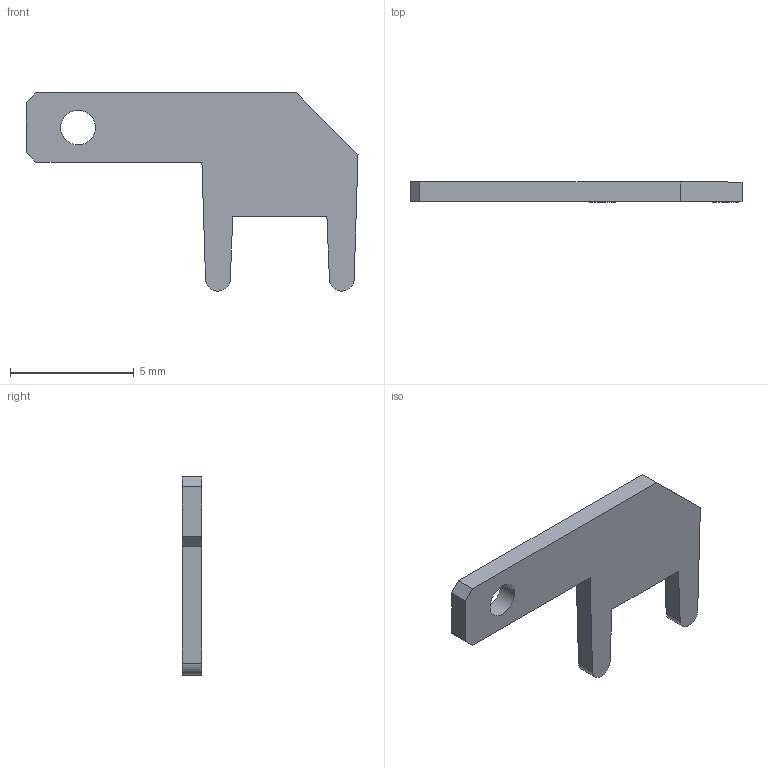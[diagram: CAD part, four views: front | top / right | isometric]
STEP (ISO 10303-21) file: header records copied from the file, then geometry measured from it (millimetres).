
FILE_DESCRIPTION((''),'2;1');
FILE_NAME('TYCO_725963-2.stp','2008-12-15T12:01:34',(''),(''),'Mechanical Desktop 2006','Mechanical Desktop 2006',', , ');
FILE_SCHEMA(('CONFIG_CONTROL_DESIGN'));
Length unit declared in the file: millimetre
Products named in the file (2): Product; C-0725963-02-3
Bounding box: 13.4 x 0.8 x 8 mm (x, y, z)
Volume: 42.1 mm3; surface area: 145.2 mm2
Topology: 1 solids, 1 shells, 17 faces, 45 edges, 30 vertices
Faces by surface type: plane 13, cylinder 4
Entity records: 662 total; most frequent: CARTESIAN_POINT 93, ORIENTED_EDGE 90, DIRECTION 89, EDGE_CURVE 45, VECTOR 37, LINE 37, VERTEX_POINT 30, AXIS2_PLACEMENT_3D 26
